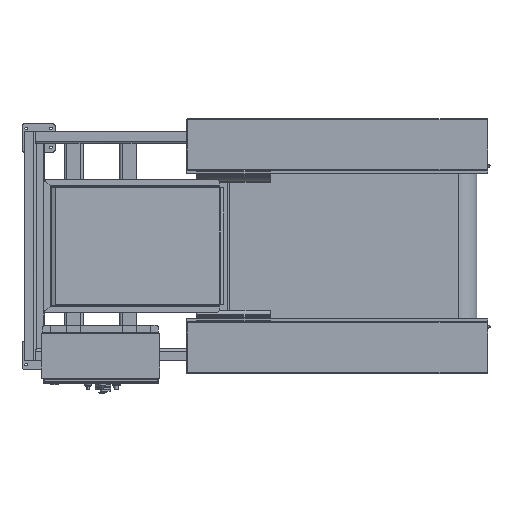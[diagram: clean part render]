
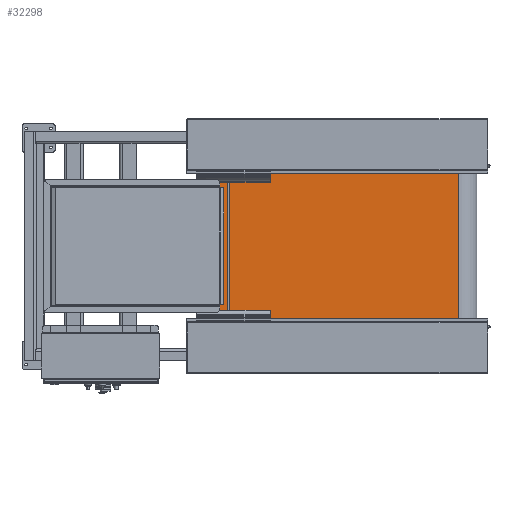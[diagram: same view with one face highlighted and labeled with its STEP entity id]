
A CAD part, top view. The second image highlights one B-rep face of the part: STEP entity #32298.
In plain terms, the highlighted planar face has unit normal (0, 0, 1).
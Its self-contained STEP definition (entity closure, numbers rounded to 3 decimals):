
#1195=FACE_BOUND('',#5468,.T.);
#3622=FACE_OUTER_BOUND('',#5467,.T.);
#5467=EDGE_LOOP('',(#25168,#25169,#25170,#25171,#25172,#25173,#25174,#25175,
#25176,#25177,#25178,#25179));
#5468=EDGE_LOOP('',(#25180,#25181,#25182,#25183));
#8062=LINE('',#56279,#10986);
#8075=LINE('',#56323,#10999);
#8076=LINE('',#56329,#11000);
#8078=LINE('',#56337,#11002);
#8079=LINE('',#56360,#11003);
#8118=LINE('',#56486,#11042);
#8131=LINE('',#56517,#11055);
#8132=LINE('',#56522,#11056);
#8133=LINE('',#56524,#11057);
#8134=LINE('',#56526,#11058);
#8135=LINE('',#56527,#11059);
#8136=LINE('',#56528,#11060);
#8137=LINE('',#56531,#11061);
#8138=LINE('',#56533,#11062);
#8139=LINE('',#56535,#11063);
#8140=LINE('',#56536,#11064);
#10986=VECTOR('',#41734,10.);
#10999=VECTOR('',#41767,10.);
#11000=VECTOR('',#41776,10.);
#11002=VECTOR('',#41782,10.);
#11003=VECTOR('',#41785,10.);
#11042=VECTOR('',#41908,10.);
#11055=VECTOR('',#41939,10.);
#11056=VECTOR('',#41948,10.);
#11057=VECTOR('',#41949,10.);
#11058=VECTOR('',#41950,10.);
#11059=VECTOR('',#41951,10.);
#11060=VECTOR('',#41952,10.);
#11061=VECTOR('',#41953,10.);
#11062=VECTOR('',#41954,10.);
#11063=VECTOR('',#41955,10.);
#11064=VECTOR('',#41956,10.);
#13830=VERTEX_POINT('',#56268);
#13832=VERTEX_POINT('',#56278);
#13842=VERTEX_POINT('',#56309);
#13843=VERTEX_POINT('',#56321);
#13844=VERTEX_POINT('',#56328);
#13847=VERTEX_POINT('',#56334);
#13848=VERTEX_POINT('',#56336);
#13851=VERTEX_POINT('',#56351);
#13896=VERTEX_POINT('',#56485);
#13905=VERTEX_POINT('',#56515);
#13906=VERTEX_POINT('',#56523);
#13907=VERTEX_POINT('',#56525);
#13908=VERTEX_POINT('',#56529);
#13909=VERTEX_POINT('',#56530);
#13910=VERTEX_POINT('',#56532);
#13911=VERTEX_POINT('',#56534);
#17725=EDGE_CURVE('',#13832,#13830,#8062,.T.);
#17744=EDGE_CURVE('',#13842,#13843,#8075,.T.);
#17747=EDGE_CURVE('',#13844,#13842,#8076,.T.);
#17751=EDGE_CURVE('',#13848,#13847,#8078,.T.);
#17755=EDGE_CURVE('',#13830,#13851,#8079,.T.);
#17816=EDGE_CURVE('',#13896,#13848,#8118,.T.);
#17833=EDGE_CURVE('',#13851,#13905,#8131,.T.);
#17836=EDGE_CURVE('',#13905,#13896,#8132,.T.);
#17837=EDGE_CURVE('',#13906,#13847,#8133,.T.);
#17838=EDGE_CURVE('',#13907,#13906,#8134,.T.);
#17839=EDGE_CURVE('',#13907,#13844,#8135,.T.);
#17840=EDGE_CURVE('',#13843,#13832,#8136,.T.);
#17841=EDGE_CURVE('',#13908,#13909,#8137,.T.);
#17842=EDGE_CURVE('',#13909,#13910,#8138,.T.);
#17843=EDGE_CURVE('',#13910,#13911,#8139,.T.);
#17844=EDGE_CURVE('',#13911,#13908,#8140,.T.);
#25168=ORIENTED_EDGE('',*,*,#17725,.T.);
#25169=ORIENTED_EDGE('',*,*,#17755,.T.);
#25170=ORIENTED_EDGE('',*,*,#17833,.T.);
#25171=ORIENTED_EDGE('',*,*,#17836,.T.);
#25172=ORIENTED_EDGE('',*,*,#17816,.T.);
#25173=ORIENTED_EDGE('',*,*,#17751,.T.);
#25174=ORIENTED_EDGE('',*,*,#17837,.F.);
#25175=ORIENTED_EDGE('',*,*,#17838,.F.);
#25176=ORIENTED_EDGE('',*,*,#17839,.T.);
#25177=ORIENTED_EDGE('',*,*,#17747,.T.);
#25178=ORIENTED_EDGE('',*,*,#17744,.T.);
#25179=ORIENTED_EDGE('',*,*,#17840,.T.);
#25180=ORIENTED_EDGE('',*,*,#17841,.T.);
#25181=ORIENTED_EDGE('',*,*,#17842,.T.);
#25182=ORIENTED_EDGE('',*,*,#17843,.T.);
#25183=ORIENTED_EDGE('',*,*,#17844,.T.);
#29088=PLANE('',#35099);
#32298=ADVANCED_FACE('',(#3622,#1195),#29088,.T.);
#35099=AXIS2_PLACEMENT_3D('',#56521,#41946,#41947);
#41734=DIRECTION('',(-1.,0.,0.));
#41767=DIRECTION('',(1.,0.,0.));
#41776=DIRECTION('',(0.,-1.,0.));
#41782=DIRECTION('',(0.,-1.,0.));
#41785=DIRECTION('',(0.,-1.,0.));
#41908=DIRECTION('',(-1.,0.,0.));
#41939=DIRECTION('',(1.,0.,0.));
#41946=DIRECTION('center_axis',(0.,0.,
1.));
#41947=DIRECTION('ref_axis',(1.,0.,0.));
#41948=DIRECTION('',(0.,-1.,0.));
#41949=DIRECTION('',(-1.,0.,0.));
#41950=DIRECTION('',(0.,-1.,0.));
#41951=DIRECTION('',(-1.,0.,0.));
#41952=DIRECTION('',(0.,-1.,0.));
#41953=DIRECTION('',(-1.,0.,0.));
#41954=DIRECTION('',(0.,1.,0.));
#41955=DIRECTION('',(1.,0.,0.));
#41956=DIRECTION('',(0.,-1.,0.));
#56268=CARTESIAN_POINT('',(824.2,270.946,1022.35));
#56278=CARTESIAN_POINT('',(1051.5,270.946,1022.35));
#56279=CARTESIAN_POINT('',(895.,270.946,1022.35));
#56309=CARTESIAN_POINT('',(824.2,272.96,1022.35));
#56321=CARTESIAN_POINT('',(1051.5,272.96,1022.35));
#56323=CARTESIAN_POINT('',(895.,272.96,1022.35));
#56328=CARTESIAN_POINT('',(824.2,333.,1022.35));
#56329=CARTESIAN_POINT('',(824.2,-333.,1022.35));
#56334=CARTESIAN_POINT('',(824.2,-333.,1022.35));
#56336=CARTESIAN_POINT('',(824.2,-272.96,1022.35));
#56337=CARTESIAN_POINT('',(824.2,-333.,1022.35));
#56351=CARTESIAN_POINT('',(824.2,-270.946,1022.35));
#56360=CARTESIAN_POINT('',(824.2,-333.,1022.35));
#56485=CARTESIAN_POINT('',(1051.5,-272.96,1022.35));
#56486=CARTESIAN_POINT('',(895.,-272.96,1022.35));
#56515=CARTESIAN_POINT('',(1051.5,-270.946,1022.35));
#56517=CARTESIAN_POINT('',(895.,-270.946,1022.35));
#56521=CARTESIAN_POINT('Origin',(874.2,-373.,1022.35));
#56522=CARTESIAN_POINT('',(1051.5,-334.,1022.35));
#56523=CARTESIAN_POINT('',(1849.2,-333.,1022.35));
#56524=CARTESIAN_POINT('',(1849.2,-333.,1022.35));
#56525=CARTESIAN_POINT('',(1849.2,333.,1022.35));
#56526=CARTESIAN_POINT('',(1849.2,-333.,1022.35));
#56527=CARTESIAN_POINT('',(1374.2,333.,1022.35));
#56528=CARTESIAN_POINT('',(1051.5,-39.,1022.35));
#56529=CARTESIAN_POINT('',(878.2,-270.,1022.35));
#56530=CARTESIAN_POINT('',(870.2,-270.,1022.35));
#56531=CARTESIAN_POINT('',(874.2,-270.,1022.35));
#56532=CARTESIAN_POINT('',(870.2,270.,1022.35));
#56533=CARTESIAN_POINT('',(870.2,-186.5,1022.35));
#56534=CARTESIAN_POINT('',(878.2,270.,1022.35));
#56535=CARTESIAN_POINT('',(874.2,270.,1022.35));
#56536=CARTESIAN_POINT('',(878.2,-186.5,1022.35));
